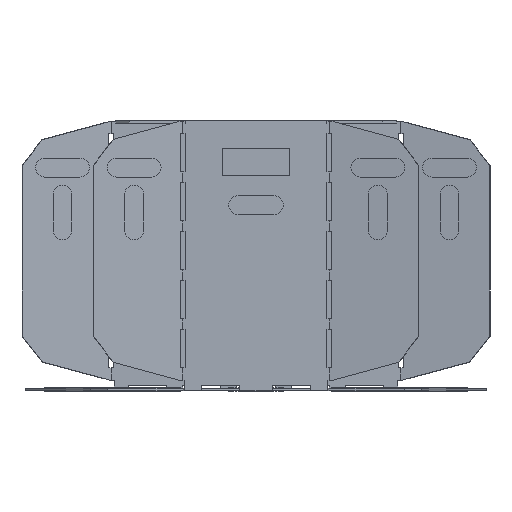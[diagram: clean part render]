
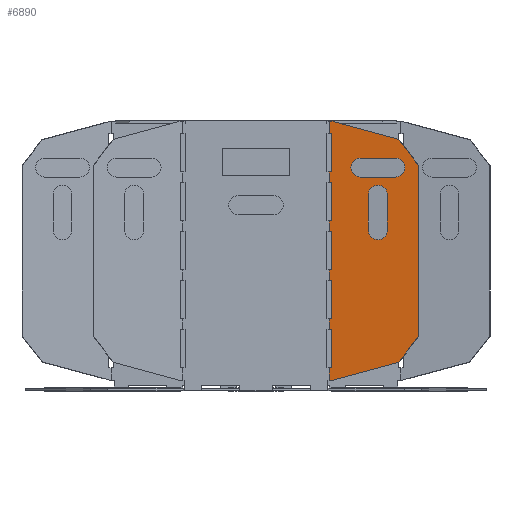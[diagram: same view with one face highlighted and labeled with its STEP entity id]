
A CAD part, front view. The second image highlights one B-rep face of the part: STEP entity #6890.
In plain terms, the highlighted planar face has unit normal (-0.131, -0.991, 0).
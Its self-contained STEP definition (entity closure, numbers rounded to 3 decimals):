
#252=FACE_OUTER_BOUND('',#530,.T.);
#530=EDGE_LOOP('',(#5700,#5701,#5702,#5703,#5704,#5705,#5706,#5707,#5708,
#5709,#5710,#5711,#5712,#5713,#5714,#5715,#5716,#5717,#5718,#5719,#5720,
#5721,#5722,#5723,#5724,#5725,#5726,#5727));
#1185=LINE('',#10524,#2165);
#1196=LINE('',#10546,#2176);
#1200=LINE('',#10554,#2180);
#1204=LINE('',#10562,#2184);
#1208=LINE('',#10570,#2188);
#1212=LINE('',#10578,#2192);
#1215=LINE('',#10583,#2195);
#1252=LINE('',#10656,#2232);
#1268=LINE('',#10688,#2248);
#1272=LINE('',#10695,#2252);
#1275=LINE('',#10700,#2255);
#1277=LINE('',#10704,#2257);
#1360=LINE('',#10862,#2340);
#1361=LINE('',#10865,#2341);
#1365=LINE('',#10871,#2345);
#1367=LINE('',#10875,#2347);
#1370=LINE('',#10880,#2350);
#1373=LINE('',#10885,#2353);
#1375=LINE('',#10889,#2355);
#1378=LINE('',#10893,#2358);
#1380=LINE('',#10896,#2360);
#1382=LINE('',#10899,#2362);
#1383=LINE('',#10900,#2363);
#1384=LINE('',#10901,#2364);
#1385=LINE('',#10903,#2365);
#1386=LINE('',#10905,#2366);
#1387=LINE('',#10907,#2367);
#1388=LINE('',#10908,#2368);
#2165=VECTOR('',#8454,1.);
#2176=VECTOR('',#8469,1.);
#2180=VECTOR('',#8473,1.);
#2184=VECTOR('',#8477,1.);
#2188=VECTOR('',#8481,1.);
#2192=VECTOR('',#8485,1.);
#2195=VECTOR('',#8488,1.);
#2232=VECTOR('',#8527,1.);
#2248=VECTOR('',#8551,1.);
#2252=VECTOR('',#8557,1.);
#2255=VECTOR('',#8562,1.);
#2257=VECTOR('',#8566,1.);
#2340=VECTOR('',#8677,1.);
#2341=VECTOR('',#8680,1.);
#2345=VECTOR('',#8686,1.);
#2347=VECTOR('',#8690,1.);
#2350=VECTOR('',#8695,1.);
#2353=VECTOR('',#8700,1.);
#2355=VECTOR('',#8704,1.);
#2358=VECTOR('',#8709,1.);
#2360=VECTOR('',#8713,1.);
#2362=VECTOR('',#8717,1.);
#2363=VECTOR('',#8718,1.);
#2364=VECTOR('',#8719,1.);
#2365=VECTOR('',#8720,1.);
#2366=VECTOR('',#8721,1.);
#2367=VECTOR('',#8722,1.);
#2368=VECTOR('',#8723,1.);
#3213=VERTEX_POINT('',#10521);
#3214=VERTEX_POINT('',#10523);
#3223=VERTEX_POINT('',#10545);
#3226=VERTEX_POINT('',#10551);
#3227=VERTEX_POINT('',#10553);
#3230=VERTEX_POINT('',#10559);
#3231=VERTEX_POINT('',#10561);
#3234=VERTEX_POINT('',#10567);
#3235=VERTEX_POINT('',#10569);
#3238=VERTEX_POINT('',#10575);
#3239=VERTEX_POINT('',#10577);
#3240=VERTEX_POINT('',#10580);
#3241=VERTEX_POINT('',#10582);
#3276=VERTEX_POINT('',#10654);
#3288=VERTEX_POINT('',#10687);
#3290=VERTEX_POINT('',#10694);
#3291=VERTEX_POINT('',#10698);
#3292=VERTEX_POINT('',#10702);
#3353=VERTEX_POINT('',#10860);
#3354=VERTEX_POINT('',#10864);
#3355=VERTEX_POINT('',#10869);
#3356=VERTEX_POINT('',#10874);
#3357=VERTEX_POINT('',#10879);
#3358=VERTEX_POINT('',#10883);
#3359=VERTEX_POINT('',#10888);
#3360=VERTEX_POINT('',#10902);
#3361=VERTEX_POINT('',#10904);
#3362=VERTEX_POINT('',#10906);
#4165=EDGE_CURVE('',#3214,#3213,#1185,.T.);
#4176=EDGE_CURVE('',#3214,#3223,#1196,.T.);
#4180=EDGE_CURVE('',#3226,#3227,#1200,.T.);
#4184=EDGE_CURVE('',#3230,#3231,#1204,.T.);
#4188=EDGE_CURVE('',#3234,#3235,#1208,.T.);
#4192=EDGE_CURVE('',#3238,#3239,#1212,.T.);
#4195=EDGE_CURVE('',#3240,#3241,#1215,.T.);
#4232=EDGE_CURVE('',#3213,#3276,#1252,.T.);
#4248=EDGE_CURVE('',#3223,#3288,#1268,.T.);
#4252=EDGE_CURVE('',#3227,#3290,#1272,.T.);
#4255=EDGE_CURVE('',#3290,#3291,#1275,.T.);
#4257=EDGE_CURVE('',#3288,#3292,#1277,.T.);
#4342=EDGE_CURVE('',#3353,#3240,#1360,.T.);
#4343=EDGE_CURVE('',#3354,#3241,#1361,.T.);
#4347=EDGE_CURVE('',#3355,#3238,#1365,.T.);
#4349=EDGE_CURVE('',#3239,#3356,#1367,.T.);
#4352=EDGE_CURVE('',#3235,#3357,#1370,.T.);
#4355=EDGE_CURVE('',#3358,#3234,#1373,.T.);
#4357=EDGE_CURVE('',#3231,#3359,#1375,.T.);
#4360=EDGE_CURVE('',#3291,#3230,#1378,.T.);
#4362=EDGE_CURVE('',#3292,#3226,#1380,.T.);
#4364=EDGE_CURVE('',#3356,#3353,#1382,.T.);
#4365=EDGE_CURVE('',#3357,#3355,#1383,.T.);
#4366=EDGE_CURVE('',#3359,#3358,#1384,.T.);
#4367=EDGE_CURVE('',#3276,#3360,#1385,.T.);
#4368=EDGE_CURVE('',#3360,#3361,#1386,.T.);
#4369=EDGE_CURVE('',#3361,#3362,#1387,.T.);
#4370=EDGE_CURVE('',#3362,#3354,#1388,.T.);
#5700=ORIENTED_EDGE('',*,*,#4364,.F.);
#5701=ORIENTED_EDGE('',*,*,#4349,.F.);
#5702=ORIENTED_EDGE('',*,*,#4192,.F.);
#5703=ORIENTED_EDGE('',*,*,#4347,.F.);
#5704=ORIENTED_EDGE('',*,*,#4365,.F.);
#5705=ORIENTED_EDGE('',*,*,#4352,.F.);
#5706=ORIENTED_EDGE('',*,*,#4188,.F.);
#5707=ORIENTED_EDGE('',*,*,#4355,.F.);
#5708=ORIENTED_EDGE('',*,*,#4366,.F.);
#5709=ORIENTED_EDGE('',*,*,#4357,.F.);
#5710=ORIENTED_EDGE('',*,*,#4184,.F.);
#5711=ORIENTED_EDGE('',*,*,#4360,.F.);
#5712=ORIENTED_EDGE('',*,*,#4255,.F.);
#5713=ORIENTED_EDGE('',*,*,#4252,.F.);
#5714=ORIENTED_EDGE('',*,*,#4180,.F.);
#5715=ORIENTED_EDGE('',*,*,#4362,.F.);
#5716=ORIENTED_EDGE('',*,*,#4257,.F.);
#5717=ORIENTED_EDGE('',*,*,#4248,.F.);
#5718=ORIENTED_EDGE('',*,*,#4176,.F.);
#5719=ORIENTED_EDGE('',*,*,#4165,.T.);
#5720=ORIENTED_EDGE('',*,*,#4232,.T.);
#5721=ORIENTED_EDGE('',*,*,#4367,.T.);
#5722=ORIENTED_EDGE('',*,*,#4368,.T.);
#5723=ORIENTED_EDGE('',*,*,#4369,.T.);
#5724=ORIENTED_EDGE('',*,*,#4370,.T.);
#5725=ORIENTED_EDGE('',*,*,#4343,.T.);
#5726=ORIENTED_EDGE('',*,*,#4195,.F.);
#5727=ORIENTED_EDGE('',*,*,#4342,.F.);
#6612=PLANE('',#7421);
#6890=ADVANCED_FACE('',(#252),#6612,.F.);
#7421=AXIS2_PLACEMENT_3D('',#10898,#8715,#8716);
#8454=DIRECTION('',(0.991,-0.131,0.));
#8469=DIRECTION('',(0.,0.,1.));
#8473=DIRECTION('',(0.,0.,1.));
#8477=DIRECTION('',(0.,0.,1.));
#8481=DIRECTION('',(0.,0.,1.));
#8485=DIRECTION('',(0.,0.,1.));
#8488=DIRECTION('',(0.,0.,1.));
#8527=DIRECTION('',(0.958,-0.126,0.259));
#8551=DIRECTION('',(0.991,-0.131,0.));
#8557=DIRECTION('',(0.991,-0.131,0.));
#8562=DIRECTION('',(0.,0.,1.));
#8566=DIRECTION('',(0.,0.,1.));
#8677=DIRECTION('',(-0.991,0.131,0.));
#8680=DIRECTION('',(-0.991,0.131,0.));
#8686=DIRECTION('',(-0.991,0.131,0.));
#8690=DIRECTION('',(0.991,-0.131,0.));
#8695=DIRECTION('',(0.991,-0.131,0.));
#8700=DIRECTION('',(-0.991,0.131,0.));
#8704=DIRECTION('',(0.991,-0.131,0.));
#8709=DIRECTION('',(-0.991,0.131,0.));
#8713=DIRECTION('',(-0.991,0.131,0.));
#8715=DIRECTION('center_axis',(0.131,0.991,0.));
#8716=DIRECTION('ref_axis',(0.,0.,
1.));
#8717=DIRECTION('',(0.,0.,1.));
#8718=DIRECTION('',(0.,0.,1.));
#8719=DIRECTION('',(0.,0.,1.));
#8720=DIRECTION('',(0.604,-0.079,0.793));
#8721=DIRECTION('',(0.,0.,1.));
#8722=DIRECTION('',(-0.604,0.079,0.793));
#8723=DIRECTION('',(-0.958,0.126,0.259));
#10521=CARTESIAN_POINT('',(98.014,10.842,3.909));
#10523=CARTESIAN_POINT('',(97.044,10.97,3.909));
#10524=CARTESIAN_POINT('',(97.561,10.901,3.909));
#10545=CARTESIAN_POINT('',(97.044,10.97,8.534));
#10546=CARTESIAN_POINT('',(97.044,10.97,-103.403));
#10551=CARTESIAN_POINT('',(97.044,10.97,22.534));
#10553=CARTESIAN_POINT('',(97.044,10.97,26.534));
#10554=CARTESIAN_POINT('',(97.044,10.97,-103.403));
#10559=CARTESIAN_POINT('',(97.044,10.97,40.534));
#10561=CARTESIAN_POINT('',(97.044,10.97,44.534));
#10562=CARTESIAN_POINT('',(97.044,10.97,-103.403));
#10567=CARTESIAN_POINT('',(97.044,10.97,58.534));
#10569=CARTESIAN_POINT('',(97.044,10.97,62.534));
#10570=CARTESIAN_POINT('',(97.044,10.97,-103.403));
#10575=CARTESIAN_POINT('',(97.044,10.97,76.534));
#10577=CARTESIAN_POINT('',(97.044,10.97,80.534));
#10578=CARTESIAN_POINT('',(97.044,10.97,-103.403));
#10580=CARTESIAN_POINT('',(97.044,10.97,94.534));
#10582=CARTESIAN_POINT('',(97.044,10.97,99.159));
#10583=CARTESIAN_POINT('',(97.044,10.97,-103.403));
#10654=CARTESIAN_POINT('',(122.498,7.618,10.526));
#10656=CARTESIAN_POINT('',(110.256,9.23,7.218));
#10687=CARTESIAN_POINT('',(98.014,10.842,8.534));
#10688=CARTESIAN_POINT('',(97.561,10.901,8.534));
#10694=CARTESIAN_POINT('',(98.014,10.842,26.534));
#10695=CARTESIAN_POINT('',(97.561,10.901,26.534));
#10698=CARTESIAN_POINT('',(98.014,10.842,40.534));
#10700=CARTESIAN_POINT('',(98.014,10.842,33.534));
#10702=CARTESIAN_POINT('',(98.014,10.842,22.534));
#10704=CARTESIAN_POINT('',(98.014,10.842,15.534));
#10860=CARTESIAN_POINT('',(98.014,10.842,94.534));
#10862=CARTESIAN_POINT('',(97.561,10.901,94.534));
#10864=CARTESIAN_POINT('',(98.014,10.842,99.159));
#10865=CARTESIAN_POINT('',(97.561,10.901,99.159));
#10869=CARTESIAN_POINT('',(98.014,10.842,76.534));
#10871=CARTESIAN_POINT('',(97.561,10.901,76.534));
#10874=CARTESIAN_POINT('',(98.014,10.842,80.534));
#10875=CARTESIAN_POINT('',(97.561,10.901,80.534));
#10879=CARTESIAN_POINT('',(98.014,10.842,62.534));
#10880=CARTESIAN_POINT('',(97.561,10.901,62.534));
#10883=CARTESIAN_POINT('',(98.014,10.842,58.534));
#10885=CARTESIAN_POINT('',(97.561,10.901,58.534));
#10888=CARTESIAN_POINT('',(98.014,10.842,44.534));
#10889=CARTESIAN_POINT('',(97.561,10.901,44.534));
#10893=CARTESIAN_POINT('',(97.561,10.901,40.534));
#10896=CARTESIAN_POINT('',(97.561,10.901,22.534));
#10898=CARTESIAN_POINT('Origin',(70.254,14.497,-103.403));
#10899=CARTESIAN_POINT('',(98.014,10.842,87.534));
#10900=CARTESIAN_POINT('',(98.014,10.842,69.534));
#10901=CARTESIAN_POINT('',(98.014,10.842,51.534));
#10902=CARTESIAN_POINT('',(129.74,6.665,20.046));
#10903=CARTESIAN_POINT('',(126.119,7.142,15.286));
#10904=CARTESIAN_POINT('',(129.74,6.665,83.022));
#10905=CARTESIAN_POINT('',(129.74,6.665,51.534));
#10906=CARTESIAN_POINT('',(122.498,7.618,92.542));
#10907=CARTESIAN_POINT('',(126.119,7.142,87.782));
#10908=CARTESIAN_POINT('',(110.256,9.23,95.851));
